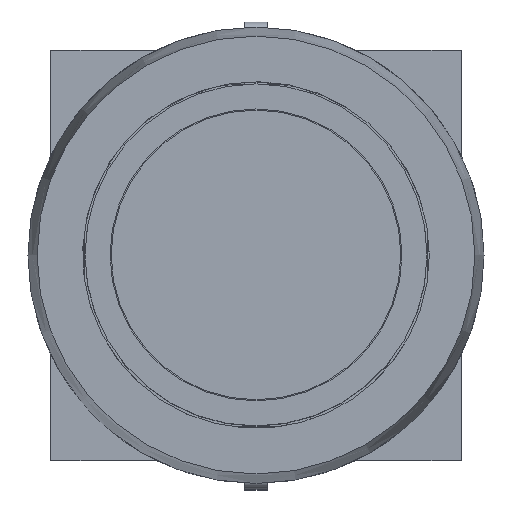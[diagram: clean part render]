
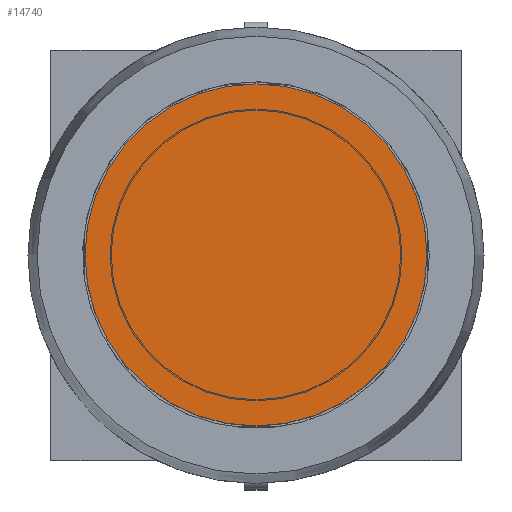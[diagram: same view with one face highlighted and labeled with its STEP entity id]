
A CAD part, top view. The second image highlights one B-rep face of the part: STEP entity #14740.
In plain terms, the highlighted planar face has unit normal (0, 0, 1).
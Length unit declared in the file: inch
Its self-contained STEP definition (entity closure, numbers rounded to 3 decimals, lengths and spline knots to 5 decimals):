
#14697=CARTESIAN_POINT('',(0.,0.14764,0.5315));
#14698=VERTEX_POINT('',#14697);
#14699=CARTESIAN_POINT('',(0.0,0.0,0.5315));
#14700=DIRECTION('',(0.0,0.0,-1.0));
#14701=DIRECTION('',(0.0,-1.0,0.0));
#14702=AXIS2_PLACEMENT_3D('',#14699,#14700,#14701);
#14703=CIRCLE('',#14702,0.14764);
#14704=EDGE_CURVE('',#14698,#14698,#14703,.T.);
#14732=CARTESIAN_POINT('',(-0.1624,0.1624,0.5315));
#14733=DIRECTION('',(0.0,0.0,-1.0));
#14734=DIRECTION('',(-1.0,0.0,0.0));
#14735=AXIS2_PLACEMENT_3D('',#14732,#14733,#14734);
#14736=PLANE('',#14735);
#14737=ORIENTED_EDGE('',*,*,#14704,.F.);
#14738=EDGE_LOOP('',(#14737));
#14739=FACE_OUTER_BOUND('',#14738,.T.);
#14740=ADVANCED_FACE('',(#14739),#14736,.F.);
